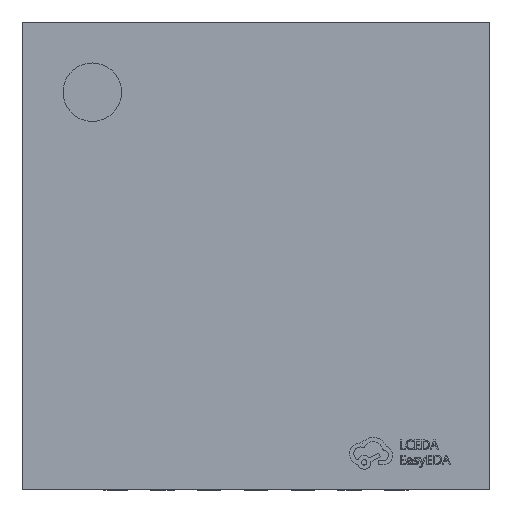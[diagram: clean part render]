
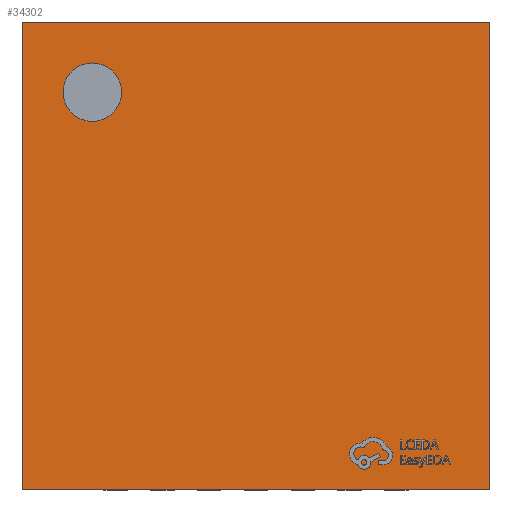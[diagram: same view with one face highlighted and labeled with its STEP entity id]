
A CAD part, top view. The second image highlights one B-rep face of the part: STEP entity #34302.
In plain terms, the highlighted planar face has unit normal (0, 0, 1).
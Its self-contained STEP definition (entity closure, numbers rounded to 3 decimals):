
#569 = AXIS2_PLACEMENT_3D ( 'NONE', #7410, #40459, #3261 ) ;
#1924 = ORIENTED_EDGE ( 'NONE', *, *, #9346, .F. ) ;
#2954 = LINE ( 'NONE', #36237, #15091 ) ;
#3148 = EDGE_CURVE ( 'NONE', #5053, #3317, #21686, .T. ) ;
#3261 = DIRECTION ( 'NONE',  ( 1., 0., 0. ) ) ;
#3317 = VERTEX_POINT ( 'NONE', #3374 ) ;
#3374 = CARTESIAN_POINT ( 'NONE',  ( -2., 2., 0.8 ) ) ;
#3745 = VECTOR ( 'NONE', #8021, 1000. ) ;
#4794 = EDGE_CURVE ( 'NONE', #42931, #5053, #2954, .T. ) ;
#5053 = VERTEX_POINT ( 'NONE', #5972 ) ;
#5972 = CARTESIAN_POINT ( 'NONE',  ( 2., 2., 0.8 ) ) ;
#7410 = CARTESIAN_POINT ( 'NONE',  ( -1.4, 1.4, 0.8 ) ) ;
#7618 = ORIENTED_EDGE ( 'NONE', *, *, #36338, .F. ) ;
#8021 = DIRECTION ( 'NONE',  ( -1., 0., 0. ) ) ;
#9346 = EDGE_CURVE ( 'NONE', #13824, #34700, #19261, .T. ) ;
#9366 = PLANE ( 'NONE',  #16123 ) ;
#9938 = LINE ( 'NONE', #40907, #33493 ) ;
#11553 = LINE ( 'NONE', #22393, #27708 ) ;
#12332 = VERTEX_POINT ( 'NONE', #42921 ) ;
#12800 = EDGE_LOOP ( 'NONE', ( #1924, #7618 ) ) ;
#13824 = VERTEX_POINT ( 'NONE', #30141 ) ;
#14099 = DIRECTION ( 'NONE',  ( 0., 0., 1. ) ) ;
#15091 = VECTOR ( 'NONE', #26479, 1000. ) ;
#15364 = EDGE_LOOP ( 'NONE', ( #41638, #33796, #30532, #29708 ) ) ;
#16123 = AXIS2_PLACEMENT_3D ( 'NONE', #20811, #14099, #21021 ) ;
#17377 = EDGE_CURVE ( 'NONE', #3317, #12332, #9938, .T. ) ;
#18290 = DIRECTION ( 'NONE',  ( 0., 0., 1. ) ) ;
#19056 = AXIS2_PLACEMENT_3D ( 'NONE', #28102, #18290, #41353 ) ;
#19176 = CARTESIAN_POINT ( 'NONE',  ( -1.65, 1.4, 0.8 ) ) ;
#19261 = CIRCLE ( 'NONE', #569, 0.25 ) ;
#20811 = CARTESIAN_POINT ( 'NONE',  ( 0., 0., 0.8 ) ) ;
#21021 = DIRECTION ( 'NONE',  ( 1., 0., 0. ) ) ;
#21686 = LINE ( 'NONE', #41274, #3745 ) ;
#22393 = CARTESIAN_POINT ( 'NONE',  ( -2., -2., 0.8 ) ) ;
#22658 = CARTESIAN_POINT ( 'NONE',  ( 2., -2., 0.8 ) ) ;
#26479 = DIRECTION ( 'NONE',  ( 0., 1., 0. ) ) ;
#27459 = DIRECTION ( 'NONE',  ( 0., -1., 0. ) ) ;
#27708 = VECTOR ( 'NONE', #38033, 1000. ) ;
#28102 = CARTESIAN_POINT ( 'NONE',  ( -1.4, 1.4, 0.8 ) ) ;
#29708 = ORIENTED_EDGE ( 'NONE', *, *, #38328, .T. ) ;
#29964 = FACE_OUTER_BOUND ( 'NONE', #15364, .T. ) ;
#30141 = CARTESIAN_POINT ( 'NONE',  ( -1.15, 1.4, 0.8 ) ) ;
#30204 = CIRCLE ( 'NONE', #19056, 0.25 ) ;
#30532 = ORIENTED_EDGE ( 'NONE', *, *, #17377, .T. ) ;
#33493 = VECTOR ( 'NONE', #27459, 1000. ) ;
#33796 = ORIENTED_EDGE ( 'NONE', *, *, #3148, .T. ) ;
#34302 = ADVANCED_FACE ( 'NONE', ( #36047, #29964 ), #9366, .T. ) ;
#34700 = VERTEX_POINT ( 'NONE', #19176 ) ;
#36047 = FACE_BOUND ( 'NONE', #12800, .T. ) ;
#36237 = CARTESIAN_POINT ( 'NONE',  ( 2., 2., 0.8 ) ) ;
#36338 = EDGE_CURVE ( 'NONE', #34700, #13824, #30204, .T. ) ;
#38033 = DIRECTION ( 'NONE',  ( 1., 0., 0. ) ) ;
#38328 = EDGE_CURVE ( 'NONE', #12332, #42931, #11553, .T. ) ;
#40459 = DIRECTION ( 'NONE',  ( 0., 0., 1. ) ) ;
#40907 = CARTESIAN_POINT ( 'NONE',  ( -2., 2., 0.8 ) ) ;
#41274 = CARTESIAN_POINT ( 'NONE',  ( -2., 2., 0.8 ) ) ;
#41353 = DIRECTION ( 'NONE',  ( 1., 0., 0. ) ) ;
#41638 = ORIENTED_EDGE ( 'NONE', *, *, #4794, .T. ) ;
#42921 = CARTESIAN_POINT ( 'NONE',  ( -2., -2., 0.8 ) ) ;
#42931 = VERTEX_POINT ( 'NONE', #22658 ) ;
